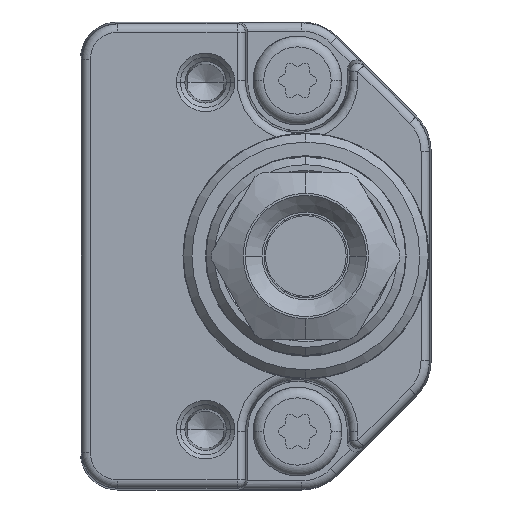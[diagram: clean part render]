
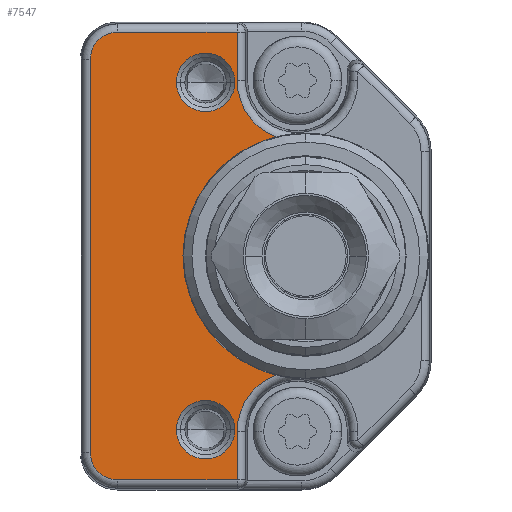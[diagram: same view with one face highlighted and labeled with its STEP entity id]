
A CAD part, left-side view. The second image highlights one B-rep face of the part: STEP entity #7547.
In plain terms, the highlighted face is planar.
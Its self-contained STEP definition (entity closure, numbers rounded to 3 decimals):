
#2645=DIRECTION('',(0.,0.,-1.));
#2646=VECTOR('',#2645,2.895);
#2647=CARTESIAN_POINT('',(12.5,11.614,13.395));
#2648=LINE('',#2647,#2646);
#2649=DIRECTION('',(0.,-1.,0.));
#2650=VECTOR('',#2649,7.136);
#2651=CARTESIAN_POINT('',(12.5,18.75,13.395));
#2652=LINE('',#2651,#2650);
#2653=CARTESIAN_POINT('',(12.5,18.75,11.75));
#2654=DIRECTION('',(1.,0.,0.));
#2655=DIRECTION('',(0.,1.,0.));
#2656=AXIS2_PLACEMENT_3D('',#2653,#2654,#2655);
#2658=DIRECTION('',(0.,0.,1.));
#2659=VECTOR('',#2658,23.5);
#2660=CARTESIAN_POINT('',(12.5,20.395,-11.75));
#2661=LINE('',#2660,#2659);
#2662=CARTESIAN_POINT('',(12.5,18.75,-11.75));
#2663=DIRECTION('',(1.,0.,0.));
#2664=DIRECTION('',(0.,0.,-1.));
#2665=AXIS2_PLACEMENT_3D('',#2662,#2663,#2664);
#2667=DIRECTION('',(0.,1.,0.));
#2668=VECTOR('',#2667,7.136);
#2669=CARTESIAN_POINT('',(12.5,11.614,-13.395));
#2670=LINE('',#2669,#2668);
#2671=DIRECTION('',(0.,0.,-1.));
#2672=VECTOR('',#2671,2.895);
#2673=CARTESIAN_POINT('',(12.5,11.614,-10.5));
#2674=LINE('',#2673,#2672);
#2675=CARTESIAN_POINT('',(12.5,8.,-10.5));
#2676=DIRECTION('',(-1.,0.,0.));
#2677=DIRECTION('',(0.,0.359,0.933));
#2678=AXIS2_PLACEMENT_3D('',#2675,#2676,#2677);
#2680=CARTESIAN_POINT('',(12.5,7.5,0.));
#2681=DIRECTION('',(1.,0.,0.));
#2682=DIRECTION('',(0.,0.244,-0.97));
#2683=AXIS2_PLACEMENT_3D('',#2680,#2681,#2682);
#2685=CARTESIAN_POINT('',(12.5,8.,10.5));
#2686=DIRECTION('',(-1.,0.,0.));
#2687=DIRECTION('',(0.,1.,0.));
#2688=AXIS2_PLACEMENT_3D('',#2685,#2686,#2687);
#2717=CARTESIAN_POINT('',(12.5,13.5,10.392));
#2718=DIRECTION('',(-1.,0.,0.));
#2719=DIRECTION('',(0.,-1.,0.));
#2720=AXIS2_PLACEMENT_3D('',#2717,#2718,#2719);
#2722=CARTESIAN_POINT('',(12.5,13.5,10.392));
#2723=DIRECTION('',(-1.,0.,0.));
#2724=DIRECTION('',(0.,1.,0.));
#2725=AXIS2_PLACEMENT_3D('',#2722,#2723,#2724);
#2727=CARTESIAN_POINT('',(12.5,13.5,-10.392));
#2728=DIRECTION('',(-1.,0.,0.));
#2729=DIRECTION('',(0.,-1.,0.));
#2730=AXIS2_PLACEMENT_3D('',#2727,#2728,#2729);
#2732=CARTESIAN_POINT('',(12.5,13.5,-10.392));
#2733=DIRECTION('',(-1.,0.,0.));
#2734=DIRECTION('',(0.,1.,0.));
#2735=AXIS2_PLACEMENT_3D('',#2732,#2733,#2734);
#6846=CARTESIAN_POINT('',(12.5,20.395,11.75));
#6847=CARTESIAN_POINT('',(12.5,18.75,13.395));
#6848=VERTEX_POINT('',#6846);
#6849=VERTEX_POINT('',#6847);
#6854=CARTESIAN_POINT('',(12.5,20.395,-11.75));
#6855=VERTEX_POINT('',#6854);
#6858=CARTESIAN_POINT('',(12.5,18.75,-13.395));
#6859=VERTEX_POINT('',#6858);
#6886=CARTESIAN_POINT('',(12.5,11.614,13.395));
#6887=CARTESIAN_POINT('',(12.5,11.614,10.5));
#6888=VERTEX_POINT('',#6886);
#6889=VERTEX_POINT('',#6887);
#6911=CARTESIAN_POINT('',(12.5,9.296,7.127));
#6912=VERTEX_POINT('',#6911);
#6927=CARTESIAN_POINT('',(12.5,11.614,-10.5));
#6928=CARTESIAN_POINT('',(12.5,11.614,-13.395));
#6929=VERTEX_POINT('',#6927);
#6930=VERTEX_POINT('',#6928);
#6951=CARTESIAN_POINT('',(12.5,9.296,-7.127));
#6952=VERTEX_POINT('',#6951);
#6995=CARTESIAN_POINT('',(12.5,11.75,10.392));
#6996=CARTESIAN_POINT('',(12.5,15.25,10.392));
#6997=VERTEX_POINT('',#6995);
#6998=VERTEX_POINT('',#6996);
#7003=CARTESIAN_POINT('',(12.5,11.75,-10.392));
#7004=CARTESIAN_POINT('',(12.5,15.25,-10.392));
#7005=VERTEX_POINT('',#7003);
#7006=VERTEX_POINT('',#7004);
#7508=CARTESIAN_POINT('',(12.5,0.,0.));
#7509=DIRECTION('',(1.,0.,0.));
#7510=DIRECTION('',(0.,0.,-1.));
#7511=AXIS2_PLACEMENT_3D('',#7508,#7509,#7510);
#7512=PLANE('',#7511);
#7514=ORIENTED_EDGE('',*,*,#7513,.F.);
#7516=ORIENTED_EDGE('',*,*,#7515,.F.);
#7518=ORIENTED_EDGE('',*,*,#7517,.F.);
#7520=ORIENTED_EDGE('',*,*,#7519,.F.);
#7522=ORIENTED_EDGE('',*,*,#7521,.F.);
#7524=ORIENTED_EDGE('',*,*,#7523,.F.);
#7526=ORIENTED_EDGE('',*,*,#7525,.F.);
#7528=ORIENTED_EDGE('',*,*,#7527,.F.);
#7530=ORIENTED_EDGE('',*,*,#7529,.T.);
#7532=ORIENTED_EDGE('',*,*,#7531,.F.);
#7533=EDGE_LOOP('',(#7514,#7516,#7518,#7520,#7522,#7524,#7526,#7528,#7530,
#7532));
#7534=FACE_OUTER_BOUND('',#7533,.F.);
#7536=ORIENTED_EDGE('',*,*,#7535,.F.);
#7538=ORIENTED_EDGE('',*,*,#7537,.F.);
#7539=EDGE_LOOP('',(#7536,#7538));
#7540=FACE_BOUND('',#7539,.F.);
#7542=ORIENTED_EDGE('',*,*,#7541,.F.);
#7544=ORIENTED_EDGE('',*,*,#7543,.F.);
#7545=EDGE_LOOP('',(#7542,#7544));
#7546=FACE_BOUND('',#7545,.F.);
#7547=ADVANCED_FACE('',(#7534,#7540,#7546),#7512,.T.);
#2657=CIRCLE('',#2656,1.645);
#2666=CIRCLE('',#2665,1.645);
#2679=CIRCLE('',#2678,3.614);
#2684=CIRCLE('',#2683,7.35);
#2689=CIRCLE('',#2688,3.614);
#2721=CIRCLE('',#2720,1.75);
#2726=CIRCLE('',#2725,1.75);
#2731=CIRCLE('',#2730,1.75);
#2736=CIRCLE('',#2735,1.75);
#7513=EDGE_CURVE('',#6888,#6889,#2648,.T.);
#7515=EDGE_CURVE('',#6849,#6888,#2652,.T.);
#7517=EDGE_CURVE('',#6848,#6849,#2657,.T.);
#7519=EDGE_CURVE('',#6855,#6848,#2661,.T.);
#7521=EDGE_CURVE('',#6859,#6855,#2666,.T.);
#7523=EDGE_CURVE('',#6930,#6859,#2670,.T.);
#7525=EDGE_CURVE('',#6929,#6930,#2674,.T.);
#7527=EDGE_CURVE('',#6952,#6929,#2679,.T.);
#7529=EDGE_CURVE('',#6952,#6912,#2684,.T.);
#7531=EDGE_CURVE('',#6889,#6912,#2689,.T.);
#7535=EDGE_CURVE('',#6997,#6998,#2721,.T.);
#7537=EDGE_CURVE('',#6998,#6997,#2726,.T.);
#7541=EDGE_CURVE('',#7005,#7006,#2731,.T.);
#7543=EDGE_CURVE('',#7006,#7005,#2736,.T.);
